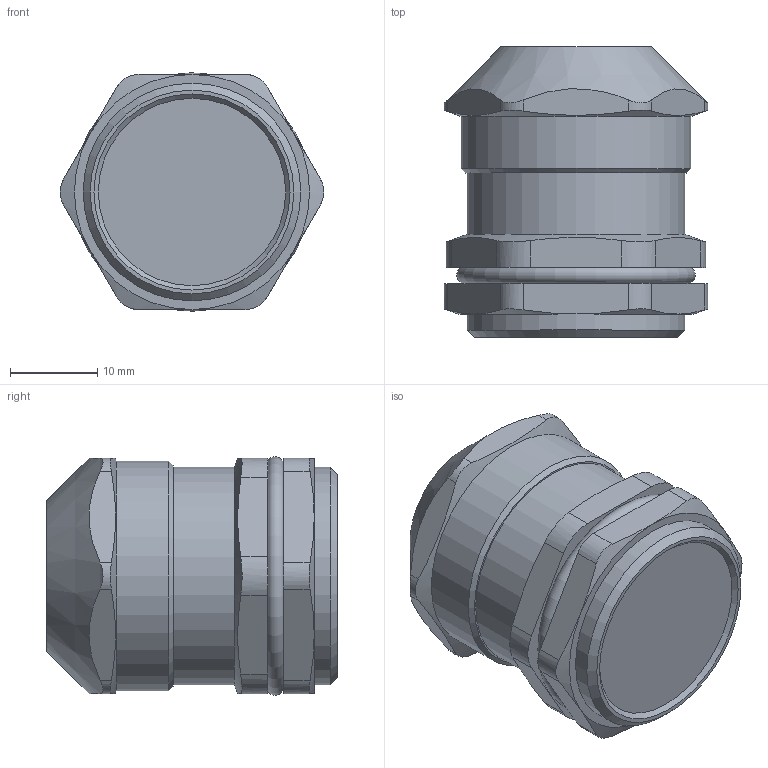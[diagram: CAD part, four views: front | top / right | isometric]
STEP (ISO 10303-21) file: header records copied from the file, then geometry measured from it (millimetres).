
FILE_DESCRIPTION(/* description */ (''),/* implementation_level */ '2;1');
FILE_NAME(/* name */ '',/* time_stamp */ '2025-07-04T10:57:12+07:00',/* author */ ('zeta-86'),/* organization */ (''),/* preprocessor_version */ 'ST-DEVELOPER v19.2',/* originating_system */ 'Autodesk Inventor 2024',/* authorisation */ '');
FILE_SCHEMA (('AUTOMOTIVE_DESIGN { 1 0 10303 214 3 1 1 }'));
Length unit declared in the file: millimetre
Products named in the file (1): Деталь6
Bounding box: 30.25 x 33.35 x 27.38 mm (x, y, z)
Volume: 17292.5 mm3; surface area: 4216.8 mm2
Topology: 1 solids, 1 shells, 61 faces, 151 edges, 98 vertices
Faces by surface type: plane 26, cylinder 22, cone 12, torus 1
Full cylindrical faces by diameter (mm): 16.5 x1, 25 x2, 26.4 x1
Entity records: 1999 total; most frequent: CARTESIAN_POINT 614, ORIENTED_EDGE 302, DIRECTION 254, EDGE_CURVE 151, VERTEX_POINT 98, AXIS2_PLACEMENT_3D 98, EDGE_LOOP 67, FACE_OUTER_BOUND 61
